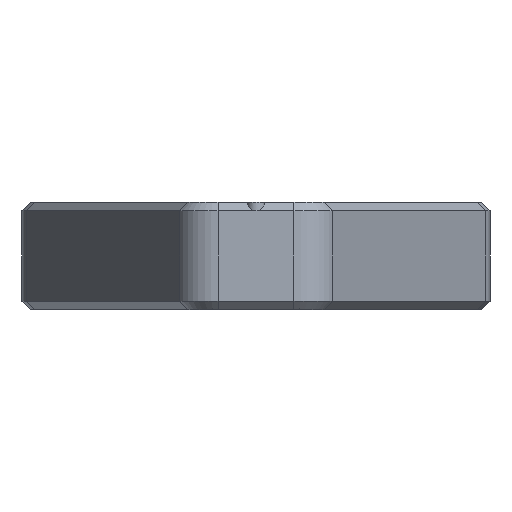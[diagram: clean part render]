
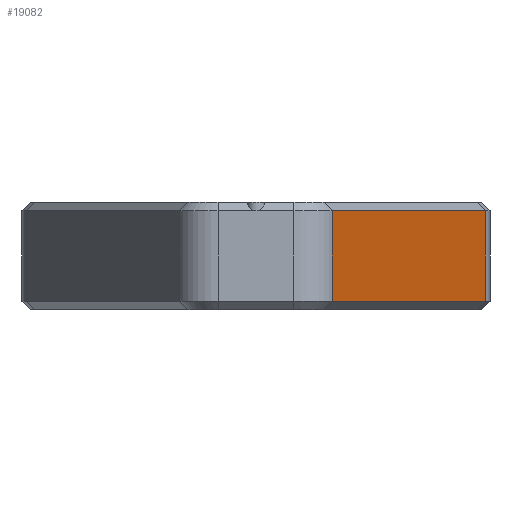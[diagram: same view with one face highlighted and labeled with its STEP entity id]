
A CAD part, front view. The second image highlights one B-rep face of the part: STEP entity #19082.
In plain terms, the highlighted planar face has unit normal (0.893, -0.451, 0).
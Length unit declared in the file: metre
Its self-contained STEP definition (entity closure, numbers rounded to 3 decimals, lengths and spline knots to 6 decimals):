
#1336=LINE('',#29328,#3240);
#1337=LINE('',#29334,#3241);
#1338=LINE('',#29337,#3242);
#1339=LINE('',#29338,#3243);
#3240=VECTOR('',#23148,1.);
#3241=VECTOR('',#23155,1.);
#3242=VECTOR('',#23156,1.);
#3243=VECTOR('',#23157,1.);
#5656=ORIENTED_EDGE('',*,*,#11384,.F.);
#5657=ORIENTED_EDGE('',*,*,#11385,.T.);
#5658=ORIENTED_EDGE('',*,*,#11381,.T.);
#5659=ORIENTED_EDGE('',*,*,#11386,.T.);
#11381=EDGE_CURVE('',#14234,#14235,#1336,.T.);
#11384=EDGE_CURVE('',#14236,#14237,#1337,.T.);
#11385=EDGE_CURVE('',#14236,#14234,#1338,.T.);
#11386=EDGE_CURVE('',#14235,#14237,#1339,.T.);
#14234=VERTEX_POINT('',#29329);
#14235=VERTEX_POINT('',#29330);
#14236=VERTEX_POINT('',#29335);
#14237=VERTEX_POINT('',#29336);
#16179=EDGE_LOOP('',(#5656,#5657,#5658,#5659));
#17393=FACE_BOUND('',#16179,.T.);
#18506=PLANE('',#20482);
#19082=ADVANCED_FACE('',(#17393),#18506,.T.);
#20482=AXIS2_PLACEMENT_3D('',#29333,#23153,#23154);
#23148=DIRECTION('',(0.,0.,-1.));
#23153=DIRECTION('',(0.893,-0.451,0.));
#23154=DIRECTION('',(0.451,0.893,0.));
#23155=DIRECTION('',(0.,0.,-1.));
#23156=DIRECTION('',(-0.451,-0.893,0.));
#23157=DIRECTION('',(0.451,0.893,0.));
#29328=CARTESIAN_POINT('',(0.017773,-0.101671,0.001));
#29329=CARTESIAN_POINT('',(0.017773,-0.101671,-0.001));
#29330=CARTESIAN_POINT('',(0.017773,-0.101671,-0.022));
#29333=CARTESIAN_POINT('',(0.030016,-0.07741,0.001));
#29334=CARTESIAN_POINT('',(0.053428,-0.031015,0.001));
#29335=CARTESIAN_POINT('',(0.053428,-0.031015,-0.001));
#29336=CARTESIAN_POINT('',(0.053428,-0.031015,-0.022));
#29337=CARTESIAN_POINT('',(0.030016,-0.07741,-0.001));
#29338=CARTESIAN_POINT('',(0.053428,-0.031015,-0.022));
